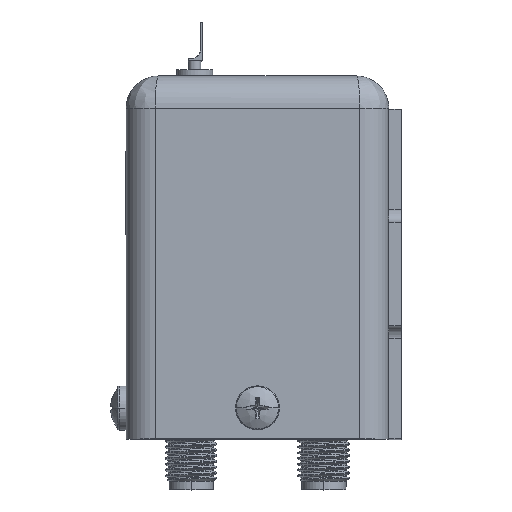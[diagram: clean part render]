
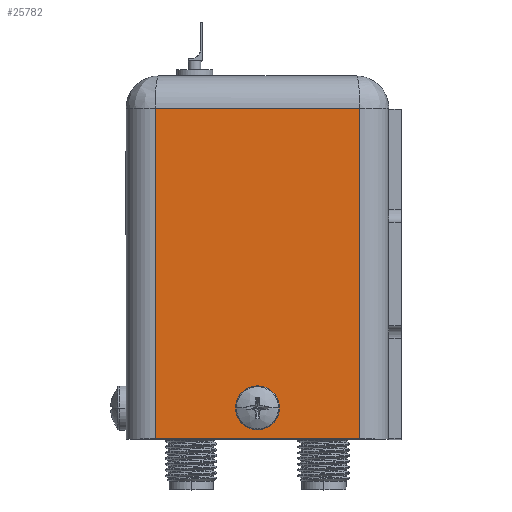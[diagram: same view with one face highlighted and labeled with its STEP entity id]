
A CAD part, top view. The second image highlights one B-rep face of the part: STEP entity #25782.
In plain terms, the highlighted face is planar.
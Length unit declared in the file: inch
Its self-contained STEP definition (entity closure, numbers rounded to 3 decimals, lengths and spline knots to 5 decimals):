
#1131 = CARTESIAN_POINT ( 'NONE',  ( 0.633, 0.15, 0. ) ) ;
#2310 = CARTESIAN_POINT ( 'NONE',  ( 0.633, 1.75, -0.493 ) ) ;
#2446 = EDGE_CURVE ( 'NONE', #18708, #12619, #2731, .T. ) ;
#2459 = CARTESIAN_POINT ( 'NONE',  ( 0.633, 1.594, -0.633 ) ) ;
#2731 = LINE ( 'NONE', #2310, #24740 ) ;
#3109 = FACE_OUTER_BOUND ( 'NONE', #22187, .T. ) ;
#3345 = EDGE_CURVE ( 'NONE', #3835, #7976, #10326, .T. ) ;
#3835 = VERTEX_POINT ( 'NONE', #12910 ) ;
#3904 = AXIS2_PLACEMENT_3D ( 'NONE', #4603, #9130, #21447 ) ;
#4603 = CARTESIAN_POINT ( 'NONE',  ( 0.633, 1.75, -0.633 ) ) ;
#6193 = CARTESIAN_POINT ( 'NONE',  ( 0.633, 1.594, -0.493 ) ) ;
#6219 = ORIENTED_EDGE ( 'NONE', *, *, #3345, .F. ) ;
#6524 = LINE ( 'NONE', #14783, #18073 ) ;
#6608 = AXIS2_PLACEMENT_3D ( 'NONE', #18736, #20638, #14245 ) ;
#6737 = LINE ( 'NONE', #2459, #15361 ) ;
#7247 = VERTEX_POINT ( 'NONE', #23144 ) ;
#7925 = CARTESIAN_POINT ( 'NONE',  ( 0.633, 0., -0.493 ) ) ;
#7976 = VERTEX_POINT ( 'NONE', #11751 ) ;
#8621 = EDGE_LOOP ( 'NONE', ( #6219, #21566 ) ) ;
#9130 = DIRECTION ( 'NONE',  ( -1., 0., 0. ) ) ;
#9493 = DIRECTION ( 'NONE',  ( 1., 0., 0. ) ) ;
#10326 = CIRCLE ( 'NONE', #20373, 0.075 ) ;
#10609 = EDGE_CURVE ( 'NONE', #24386, #18708, #6737, .T. ) ;
#11751 = CARTESIAN_POINT ( 'NONE',  ( 0.633, 0.15, 0.075 ) ) ;
#12270 = CARTESIAN_POINT ( 'NONE',  ( 0.633, 1.75, 0.493 ) ) ;
#12619 = VERTEX_POINT ( 'NONE', #7925 ) ;
#12773 = EDGE_CURVE ( 'NONE', #7247, #12619, #6524, .T. ) ;
#12849 = ORIENTED_EDGE ( 'NONE', *, *, #24553, .F. ) ;
#12910 = CARTESIAN_POINT ( 'NONE',  ( 0.633, 0.15, -0.075 ) ) ;
#13050 = DIRECTION ( 'NONE',  ( 0., -1., 0. ) ) ;
#14245 = DIRECTION ( 'NONE',  ( 0., 0., -1. ) ) ;
#14783 = CARTESIAN_POINT ( 'NONE',  ( 0.633, 0., 0. ) ) ;
#14807 = VECTOR ( 'NONE', #20579, 39.37008 ) ;
#15361 = VECTOR ( 'NONE', #25116, 39.37008 ) ;
#15609 = PLANE ( 'NONE',  #3904 ) ;
#16111 = LINE ( 'NONE', #12270, #14807 ) ;
#16635 = EDGE_CURVE ( 'NONE', #7976, #3835, #22791, .T. ) ;
#17508 = FACE_BOUND ( 'NONE', #8621, .T. ) ;
#17734 = CARTESIAN_POINT ( 'NONE',  ( 0.633, 1.594, 0.493 ) ) ;
#18073 = VECTOR ( 'NONE', #25720, 39.37008 ) ;
#18425 = DIRECTION ( 'NONE',  ( 0., 0., -1. ) ) ;
#18708 = VERTEX_POINT ( 'NONE', #6193 ) ;
#18736 = CARTESIAN_POINT ( 'NONE',  ( 0.633, 0.15, 0. ) ) ;
#20373 = AXIS2_PLACEMENT_3D ( 'NONE', #1131, #9493, #18425 ) ;
#20579 = DIRECTION ( 'NONE',  ( 0., 1., 0. ) ) ;
#20638 = DIRECTION ( 'NONE',  ( 1., 0., 0. ) ) ;
#21447 = DIRECTION ( 'NONE',  ( 0., 0., 1. ) ) ;
#21566 = ORIENTED_EDGE ( 'NONE', *, *, #16635, .F. ) ;
#22172 = ORIENTED_EDGE ( 'NONE', *, *, #12773, .T. ) ;
#22187 = EDGE_LOOP ( 'NONE', ( #22577, #12849, #22172, #23740 ) ) ;
#22577 = ORIENTED_EDGE ( 'NONE', *, *, #10609, .F. ) ;
#22791 = CIRCLE ( 'NONE', #6608, 0.075 ) ;
#23144 = CARTESIAN_POINT ( 'NONE',  ( 0.633, 0., 0.493 ) ) ;
#23740 = ORIENTED_EDGE ( 'NONE', *, *, #2446, .F. ) ;
#24386 = VERTEX_POINT ( 'NONE', #17734 ) ;
#24553 = EDGE_CURVE ( 'NONE', #7247, #24386, #16111, .T. ) ;
#24740 = VECTOR ( 'NONE', #13050, 39.37008 ) ;
#25116 = DIRECTION ( 'NONE',  ( 0., 0., -1. ) ) ;
#25720 = DIRECTION ( 'NONE',  ( 0., 0., -1. ) ) ;
#25782 = ADVANCED_FACE ( 'NONE', ( #3109, #17508 ), #15609, .F. ) ;
